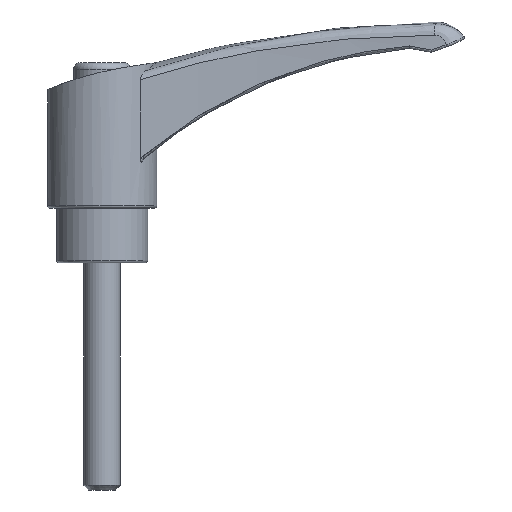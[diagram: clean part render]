
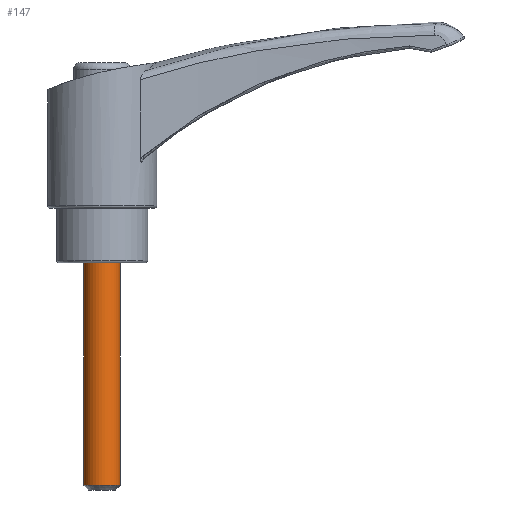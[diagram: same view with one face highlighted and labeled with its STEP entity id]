
A CAD part, front view. The second image highlights one B-rep face of the part: STEP entity #147.
In plain terms, the highlighted cylindrical face has radius 4 mm (diameter 8 mm), a full revolution.
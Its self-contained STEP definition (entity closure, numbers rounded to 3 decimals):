
#147 = ADVANCED_FACE( '', ( #324, #325 ), #326, .T. );
#324 = FACE_OUTER_BOUND( '', #1801, .T. );
#325 = FACE_OUTER_BOUND( '', #1802, .T. );
#326 = CYLINDRICAL_SURFACE( '', #1803, 4. );
#1801 = EDGE_LOOP( '', ( #4029 ) );
#1802 = EDGE_LOOP( '', ( #4030 ) );
#1803 = AXIS2_PLACEMENT_3D( '', #4031, #4032, #4033 );
#4029 = ORIENTED_EDGE( '', *, *, #4221, .T. );
#4030 = ORIENTED_EDGE( '', *, *, #4352, .T. );
#4031 = CARTESIAN_POINT( '', ( 0., 0., -62. ) );
#4032 = DIRECTION( '', ( 0., 0., -1. ) );
#4033 = DIRECTION( '', ( 1., 0., 0. ) );
#4221 = EDGE_CURVE( '', #4409, #4409, #4410, .F. );
#4352 = EDGE_CURVE( '', #4614, #4614, #4615, .T. );
#4409 = VERTEX_POINT( '', #4678 );
#4410 = CIRCLE( '', #4679, 4. );
#4614 = VERTEX_POINT( '', #6449 );
#4615 = CIRCLE( '', #6450, 4. );
#4678 = CARTESIAN_POINT( '', ( -4., 0., -61. ) );
#4679 = AXIS2_PLACEMENT_3D( '', #6933, #6934, #6935 );
#6449 = CARTESIAN_POINT( '', ( 0., 4., -12. ) );
#6450 = AXIS2_PLACEMENT_3D( '', #7018, #7019, #7020 );
#6933 = CARTESIAN_POINT( '', ( 0., 0., -61. ) );
#6934 = DIRECTION( '', ( 0., 0., -1. ) );
#6935 = DIRECTION( '', ( -1., 0., 0. ) );
#7018 = CARTESIAN_POINT( '', ( 0., 0., -12. ) );
#7019 = DIRECTION( '', ( 0., 0., -1. ) );
#7020 = DIRECTION( '', ( 0., 1., 0. ) );
